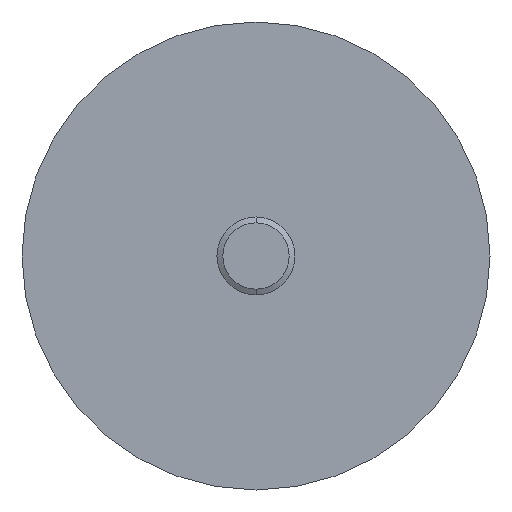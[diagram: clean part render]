
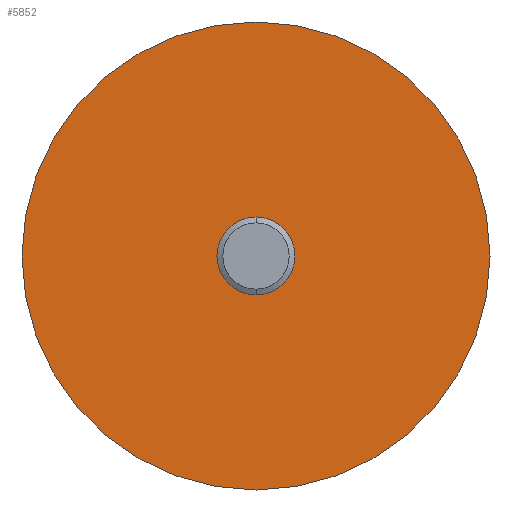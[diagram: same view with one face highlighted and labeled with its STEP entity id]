
A CAD part, front view. The second image highlights one B-rep face of the part: STEP entity #5852.
In plain terms, the highlighted planar face has unit normal (0, -1, 0).
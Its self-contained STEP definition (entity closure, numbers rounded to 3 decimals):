
#1455 = CIRCLE ( 'NONE', #7806, 5. ) ;
#1459 = CIRCLE ( 'NONE', #7807, 30. ) ;
#1542 = VERTEX_POINT ( 'NONE', #3499 ) ;
#1552 = VERTEX_POINT ( 'NONE', #3486 ) ;
#1559 = VERTEX_POINT ( 'NONE', #3479 ) ;
#1564 = VERTEX_POINT ( 'NONE', #3475 ) ;
#3475 = CARTESIAN_POINT ( 'NONE',  ( 0., -30., 30. ) ) ;
#3479 = CARTESIAN_POINT ( 'NONE',  ( 0., -30., -5. ) ) ;
#3486 = CARTESIAN_POINT ( 'NONE',  ( 0., -30., -30. ) ) ;
#3499 = CARTESIAN_POINT ( 'NONE',  ( 0., -30., 5. ) ) ;
#3507 = EDGE_CURVE ( 'NONE', #1552, #1564, #1459, .T. ) ;
#3511 = EDGE_CURVE ( 'NONE', #1559, #1542, #1455, .T. ) ;
#4364 = AXIS2_PLACEMENT_3D ( 'NONE', #4661, #4658, #4665 ) ;
#4658 = DIRECTION ( 'NONE',  ( 0., -1., 0. ) ) ;
#4661 = CARTESIAN_POINT ( 'NONE',  ( 5., -30., 0. ) ) ;
#4663 = PLANE ( 'NONE',  #4364 ) ;
#4665 = DIRECTION ( 'NONE',  ( 0., 0., -1. ) ) ;
#5061 = EDGE_LOOP ( 'NONE', ( #6215, #6219 ) ) ;
#5072 = EDGE_LOOP ( 'NONE', ( #6123, #6196 ) ) ;
#5852 = ADVANCED_FACE ( 'NONE', ( #8444, #8443 ), #4663, .T. ) ;
#6123 = ORIENTED_EDGE ( 'NONE', *, *, #3507, .T. ) ;
#6196 = ORIENTED_EDGE ( 'NONE', *, *, #7838, .T. ) ;
#6215 = ORIENTED_EDGE ( 'NONE', *, *, #3511, .F. ) ;
#6219 = ORIENTED_EDGE ( 'NONE', *, *, #7836, .F. ) ;
#6620 = CARTESIAN_POINT ( 'NONE',  ( 0., -30., 0. ) ) ;
#6621 = DIRECTION ( 'NONE',  ( 0., -1., 0. ) ) ;
#6622 = DIRECTION ( 'NONE',  ( 0., 0., -1. ) ) ;
#6630 = CARTESIAN_POINT ( 'NONE',  ( 0., -30., 0. ) ) ;
#6631 = DIRECTION ( 'NONE',  ( 0., -1., 0. ) ) ;
#6632 = DIRECTION ( 'NONE',  ( 0., 0., -1. ) ) ;
#7083 = DIRECTION ( 'NONE',  ( 0., 0., -1. ) ) ;
#7084 = CARTESIAN_POINT ( 'NONE',  ( 0., -30., 0. ) ) ;
#7085 = DIRECTION ( 'NONE',  ( 0., -1., 0. ) ) ;
#7101 = DIRECTION ( 'NONE',  ( 0., -1., 0. ) ) ;
#7105 = DIRECTION ( 'NONE',  ( 0., 0., -1. ) ) ;
#7106 = CARTESIAN_POINT ( 'NONE',  ( 0., -30., 0. ) ) ;
#7762 = AXIS2_PLACEMENT_3D ( 'NONE', #6620, #6621, #6622 ) ;
#7764 = AXIS2_PLACEMENT_3D ( 'NONE', #6630, #6631, #6632 ) ;
#7806 = AXIS2_PLACEMENT_3D ( 'NONE', #7084, #7085, #7083 ) ;
#7807 = AXIS2_PLACEMENT_3D ( 'NONE', #7106, #7101, #7105 ) ;
#7836 = EDGE_CURVE ( 'NONE', #1542, #1559, #9842, .T. ) ;
#7838 = EDGE_CURVE ( 'NONE', #1564, #1552, #9840, .T. ) ;
#8443 = FACE_BOUND ( 'NONE', #5061, .T. ) ;
#8444 = FACE_OUTER_BOUND ( 'NONE', #5072, .T. ) ;
#9840 = CIRCLE ( 'NONE', #7764, 30. ) ;
#9842 = CIRCLE ( 'NONE', #7762, 5. ) ;
